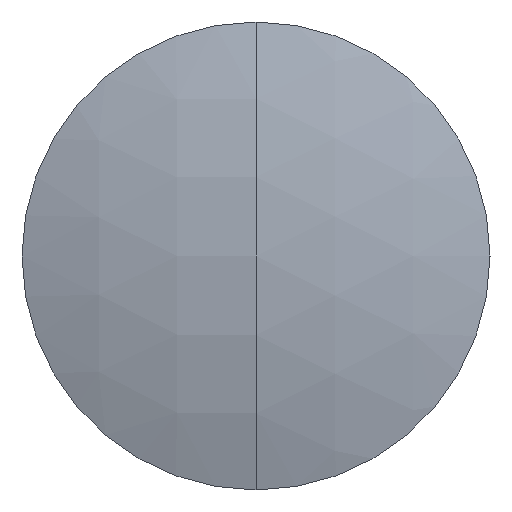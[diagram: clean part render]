
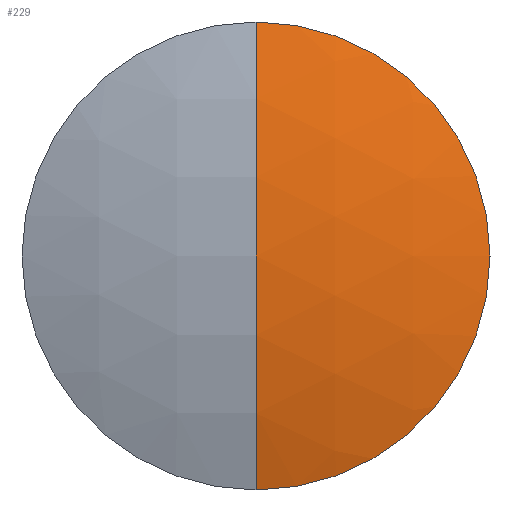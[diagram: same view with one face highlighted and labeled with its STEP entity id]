
A CAD part, left-side view. The second image highlights one B-rep face of the part: STEP entity #229.
In plain terms, the highlighted spherical face has radius 10.36 mm.
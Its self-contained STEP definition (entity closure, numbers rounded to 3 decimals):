
#7 = CIRCLE ( 'NONE', #216, 10.36 ) ;
#12 = CARTESIAN_POINT ( 'NONE',  ( 6.173, 0., 0. ) ) ;
#14 = DIRECTION ( 'NONE',  ( 0., 0., 1. ) ) ;
#22 = DIRECTION ( 'NONE',  ( -1., 0., 0. ) ) ;
#25 = VERTEX_POINT ( 'NONE', #187 ) ;
#32 = ORIENTED_EDGE ( 'NONE', *, *, #40, .F. ) ;
#40 = EDGE_CURVE ( 'NONE', #25, #314, #148, .T. ) ;
#65 = ORIENTED_EDGE ( 'NONE', *, *, #175, .T. ) ;
#78 = AXIS2_PLACEMENT_3D ( 'NONE', #289, #290, #292 ) ;
#87 = FACE_OUTER_BOUND ( 'NONE', #168, .T. ) ;
#114 = CIRCLE ( 'NONE', #266, 3.15 ) ;
#134 = DIRECTION ( 'NONE',  ( 0., 0., -1. ) ) ;
#148 = CIRCLE ( 'NONE', #78, 10.36 ) ;
#149 = CARTESIAN_POINT ( 'NONE',  ( 6.173, 0., 3.15 ) ) ;
#168 = EDGE_LOOP ( 'NONE', ( #273, #65, #32 ) ) ;
#175 = EDGE_CURVE ( 'NONE', #234, #314, #7, .T. ) ;
#187 = CARTESIAN_POINT ( 'NONE',  ( 6.173, 0., -3.15 ) ) ;
#206 = AXIS2_PLACEMENT_3D ( 'NONE', #242, #271, #325 ) ;
#216 = AXIS2_PLACEMENT_3D ( 'NONE', #217, #262, #134 ) ;
#217 = CARTESIAN_POINT ( 'NONE',  ( 16.043, 0., 0. ) ) ;
#229 = ADVANCED_FACE ( 'NONE', ( #87 ), #338, .T. ) ;
#234 = VERTEX_POINT ( 'NONE', #149 ) ;
#240 = CARTESIAN_POINT ( 'NONE',  ( 5.683, 0., 0. ) ) ;
#242 = CARTESIAN_POINT ( 'NONE',  ( 16.043, 0., 0. ) ) ;
#262 = DIRECTION ( 'NONE',  ( 0., -1., 0. ) ) ;
#266 = AXIS2_PLACEMENT_3D ( 'NONE', #12, #22, #14 ) ;
#271 = DIRECTION ( 'NONE',  ( 0., -1., 0. ) ) ;
#273 = ORIENTED_EDGE ( 'NONE', *, *, #299, .T. ) ;
#289 = CARTESIAN_POINT ( 'NONE',  ( 16.043, 0., 0. ) ) ;
#290 = DIRECTION ( 'NONE',  ( 0., 1., 0. ) ) ;
#292 = DIRECTION ( 'NONE',  ( 0., 0., 1. ) ) ;
#299 = EDGE_CURVE ( 'NONE', #25, #234, #114, .T. ) ;
#314 = VERTEX_POINT ( 'NONE', #240 ) ;
#325 = DIRECTION ( 'NONE',  ( 0., 0., -1. ) ) ;
#338 = SPHERICAL_SURFACE ( 'NONE', #206, 10.36 ) ;
